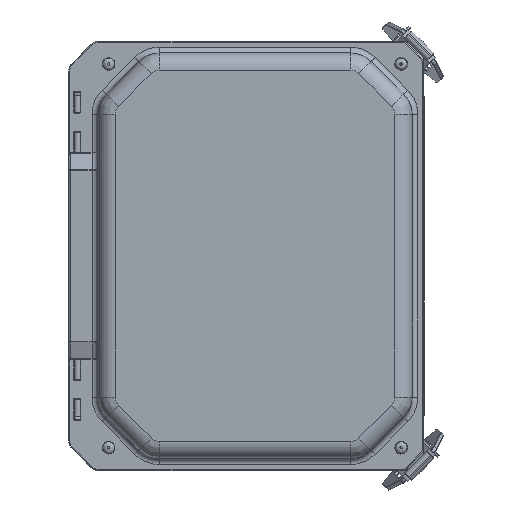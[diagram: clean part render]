
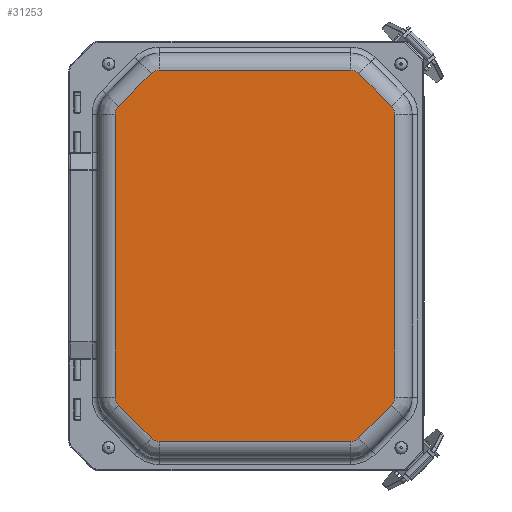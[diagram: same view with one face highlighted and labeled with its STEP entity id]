
A CAD part, top view. The second image highlights one B-rep face of the part: STEP entity #31253.
In plain terms, the highlighted planar face has unit normal (0, 0, 1).
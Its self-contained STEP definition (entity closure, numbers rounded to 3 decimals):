
#4125=LINE($,#70809,#6145);
#4128=LINE($,#70816,#6148);
#4129=LINE($,#70845,#6149);
#4130=LINE($,#70849,#6150);
#4131=LINE($,#70879,#6151);
#4133=LINE($,#70885,#6153);
#4134=LINE($,#70914,#6154);
#4135=LINE($,#70918,#6155);
#6145=VECTOR($,#43584,4.194);
#6148=VECTOR($,#43591,1.013);
#6149=VECTOR($,#43606,1.013);
#6150=VECTOR($,#43611,6.196);
#6151=VECTOR($,#43626,6.196);
#6153=VECTOR($,#43632,1.013);
#6154=VECTOR($,#43647,1.013);
#6155=VECTOR($,#43652,4.194);
#6921=PLANE($,#34843);
#8884=FACE_OUTER_BOUND($,#10959,.T.);
#10959=EDGE_LOOP($,(#28023,#28024,#28025,#28026,#28027,#28028,#28029,#28030,
#28031,#28032,#28033,#28034,#28035,#28036,#28037,#28038));
#12581=CIRCLE($,#34806,0.254);
#12587=CIRCLE($,#34814,0.254);
#12590=CIRCLE($,#34817,0.254);
#12594=CIRCLE($,#34823,0.254);
#12597=CIRCLE($,#34826,0.254);
#12601=CIRCLE($,#34832,0.254);
#12604=CIRCLE($,#34835,0.254);
#12607=CIRCLE($,#34840,0.254);
#15134=VERTEX_POINT($,#70799);
#15135=VERTEX_POINT($,#70801);
#15137=VERTEX_POINT($,#70807);
#15138=VERTEX_POINT($,#70812);
#15140=VERTEX_POINT($,#70826);
#15141=VERTEX_POINT($,#70838);
#15142=VERTEX_POINT($,#70843);
#15143=VERTEX_POINT($,#70847);
#15144=VERTEX_POINT($,#70859);
#15145=VERTEX_POINT($,#70871);
#15147=VERTEX_POINT($,#70877);
#15148=VERTEX_POINT($,#70881);
#15150=VERTEX_POINT($,#70895);
#15151=VERTEX_POINT($,#70907);
#15152=VERTEX_POINT($,#70912);
#15153=VERTEX_POINT($,#70916);
#19484=EDGE_CURVE($,#15134,#15135,#12581,.T.);
#19488=EDGE_CURVE($,#15137,#15134,#4125,.T.);
#19492=EDGE_CURVE($,#15135,#15138,#4128,.T.);
#19494=EDGE_CURVE($,#15140,#15137,#12587,.T.);
#19497=EDGE_CURVE($,#15138,#15141,#12590,.T.);
#19499=EDGE_CURVE($,#15142,#15140,#4129,.T.);
#19501=EDGE_CURVE($,#15141,#15143,#4130,.T.);
#19503=EDGE_CURVE($,#15144,#15142,#12594,.T.);
#19506=EDGE_CURVE($,#15143,#15145,#12597,.T.);
#19508=EDGE_CURVE($,#15147,#15144,#4131,.T.);
#19511=EDGE_CURVE($,#15145,#15148,#4133,.T.);
#19513=EDGE_CURVE($,#15150,#15147,#12601,.T.);
#19516=EDGE_CURVE($,#15148,#15151,#12604,.T.);
#19518=EDGE_CURVE($,#15152,#15150,#4134,.T.);
#19520=EDGE_CURVE($,#15151,#15153,#4135,.T.);
#19521=EDGE_CURVE($,#15153,#15152,#12607,.T.);
#28023=ORIENTED_EDGE($,*,*,#19484,.F.);
#28024=ORIENTED_EDGE($,*,*,#19488,.F.);
#28025=ORIENTED_EDGE($,*,*,#19494,.F.);
#28026=ORIENTED_EDGE($,*,*,#19499,.F.);
#28027=ORIENTED_EDGE($,*,*,#19503,.F.);
#28028=ORIENTED_EDGE($,*,*,#19508,.F.);
#28029=ORIENTED_EDGE($,*,*,#19513,.F.);
#28030=ORIENTED_EDGE($,*,*,#19518,.F.);
#28031=ORIENTED_EDGE($,*,*,#19521,.F.);
#28032=ORIENTED_EDGE($,*,*,#19520,.F.);
#28033=ORIENTED_EDGE($,*,*,#19516,.F.);
#28034=ORIENTED_EDGE($,*,*,#19511,.F.);
#28035=ORIENTED_EDGE($,*,*,#19506,.F.);
#28036=ORIENTED_EDGE($,*,*,#19501,.F.);
#28037=ORIENTED_EDGE($,*,*,#19497,.F.);
#28038=ORIENTED_EDGE($,*,*,#19492,.F.);
#31253=ADVANCED_FACE($,(#8884),#6921,.T.);
#34806=AXIS2_PLACEMENT_3D($,#70802,#43574,#43575);
#34814=AXIS2_PLACEMENT_3D($,#70828,#43594,#43595);
#34817=AXIS2_PLACEMENT_3D($,#70841,#43600,#43601);
#34823=AXIS2_PLACEMENT_3D($,#70861,#43614,#43615);
#34826=AXIS2_PLACEMENT_3D($,#70875,#43620,#43621);
#34832=AXIS2_PLACEMENT_3D($,#70897,#43635,#43636);
#34835=AXIS2_PLACEMENT_3D($,#70910,#43641,#43642);
#34840=AXIS2_PLACEMENT_3D($,#70928,#43653,#43654);
#34843=AXIS2_PLACEMENT_3D($,#70933,#43661,#43662);
#43574=DIRECTION('center_axis',(0.,0.,-1.));
#43575=DIRECTION('ref_axis',(-0.383,-0.924,0.));
#43584=DIRECTION($,(-1.,0.,0.));
#43591=DIRECTION($,(-0.707,0.707,0.));
#43594=DIRECTION('center_axis',(0.,0.,-1.));
#43595=DIRECTION('ref_axis',(0.383,-0.924,0.));
#43600=DIRECTION('center_axis',(0.,0.,-1.));
#43601=DIRECTION('ref_axis',(-0.924,-0.383,0.));
#43606=DIRECTION($,(-0.707,-0.707,0.));
#43611=DIRECTION($,(0.,1.,0.));
#43614=DIRECTION('center_axis',(0.,0.,-1.));
#43615=DIRECTION('ref_axis',(0.924,-0.383,0.));
#43620=DIRECTION('center_axis',(0.,0.,-1.));
#43621=DIRECTION('ref_axis',(-0.924,0.383,0.));
#43626=DIRECTION($,(0.,-1.,0.));
#43632=DIRECTION($,(0.707,0.707,0.));
#43635=DIRECTION('center_axis',(0.,0.,-1.));
#43636=DIRECTION('ref_axis',(0.924,0.383,0.));
#43641=DIRECTION('center_axis',(0.,0.,-1.));
#43642=DIRECTION('ref_axis',(-0.383,0.924,0.));
#43647=DIRECTION($,(0.707,-0.707,0.));
#43652=DIRECTION($,(1.,0.,0.));
#43653=DIRECTION('center_axis',(0.,0.,-1.));
#43654=DIRECTION('ref_axis',(0.383,0.924,0.));
#43661=DIRECTION('center_axis',(0.,0.,1.));
#43662=DIRECTION('ref_axis',(1.,0.,0.));
#70799=CARTESIAN_POINT('',(-1.909,-4.068,1.));
#70801=CARTESIAN_POINT('',(-2.088,-3.994,1.));
#70802=CARTESIAN_POINT('Origin',(-1.909,-3.815,1.));
#70807=CARTESIAN_POINT('',(2.286,-4.068,1.));
#70809=CARTESIAN_POINT($,(2.286,-4.068,1.));
#70812=CARTESIAN_POINT('',(-2.805,-3.278,1.));
#70816=CARTESIAN_POINT($,(-2.088,-3.994,1.));
#70826=CARTESIAN_POINT('',(2.465,-3.994,1.));
#70828=CARTESIAN_POINT('Origin',(2.286,-3.815,1.));
#70838=CARTESIAN_POINT('',(-2.879,-3.098,1.));
#70841=CARTESIAN_POINT('Origin',(-2.625,-3.098,1.));
#70843=CARTESIAN_POINT('',(3.182,-3.278,1.));
#70845=CARTESIAN_POINT($,(3.182,-3.278,1.));
#70847=CARTESIAN_POINT('',(-2.879,3.098,1.));
#70849=CARTESIAN_POINT($,(-2.879,-3.098,1.));
#70859=CARTESIAN_POINT('',(3.256,-3.098,1.));
#70861=CARTESIAN_POINT('Origin',(3.002,-3.098,1.));
#70871=CARTESIAN_POINT('',(-2.805,3.278,1.));
#70875=CARTESIAN_POINT('Origin',(-2.625,3.098,1.));
#70877=CARTESIAN_POINT('',(3.256,3.098,1.));
#70879=CARTESIAN_POINT($,(3.256,3.098,1.));
#70881=CARTESIAN_POINT('',(-2.088,3.994,1.));
#70885=CARTESIAN_POINT($,(-2.805,3.278,1.));
#70895=CARTESIAN_POINT('',(3.182,3.278,1.));
#70897=CARTESIAN_POINT('Origin',(3.002,3.098,1.));
#70907=CARTESIAN_POINT('',(-1.909,4.068,1.));
#70910=CARTESIAN_POINT('Origin',(-1.909,3.815,1.));
#70912=CARTESIAN_POINT('',(2.465,3.994,1.));
#70914=CARTESIAN_POINT($,(2.465,3.994,1.));
#70916=CARTESIAN_POINT('',(2.286,4.068,1.));
#70918=CARTESIAN_POINT($,(-1.909,4.068,1.));
#70928=CARTESIAN_POINT('Origin',(2.286,3.815,1.));
#70933=CARTESIAN_POINT('Origin',(0.189,0.,1.));
